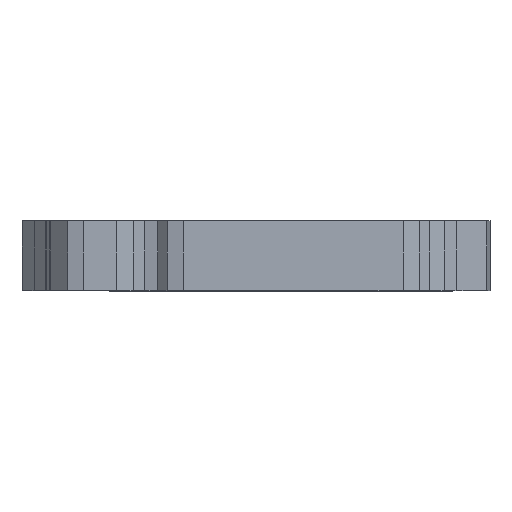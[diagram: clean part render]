
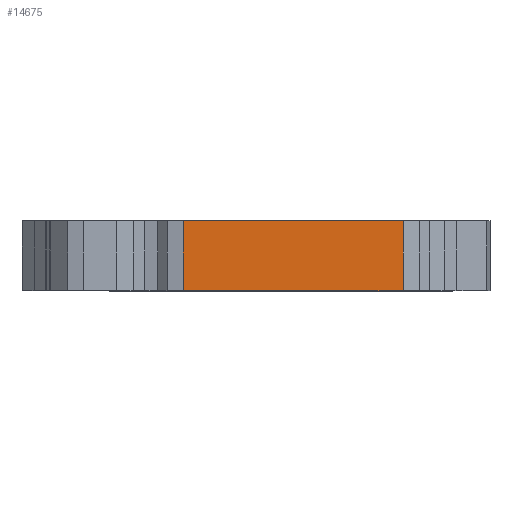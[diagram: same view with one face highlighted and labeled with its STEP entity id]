
A CAD part, top view. The second image highlights one B-rep face of the part: STEP entity #14675.
In plain terms, the highlighted planar face has unit normal (0, 0, 1).
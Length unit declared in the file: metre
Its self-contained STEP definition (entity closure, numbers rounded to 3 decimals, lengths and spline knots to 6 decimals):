
#1893=LINE('',#23018,#3926);
#1895=LINE('',#23022,#3928);
#1896=LINE('',#23024,#3929);
#1897=LINE('',#23026,#3930);
#3926=VECTOR('',#18817,1.);
#3928=VECTOR('',#18821,1.);
#3929=VECTOR('',#18822,1.);
#3930=VECTOR('',#18823,1.);
#4719=PLANE('',#15501);
#7898=ORIENTED_EDGE('',*,*,#10855,.F.);
#7899=ORIENTED_EDGE('',*,*,#10856,.F.);
#7900=ORIENTED_EDGE('',*,*,#10857,.T.);
#7901=ORIENTED_EDGE('',*,*,#10853,.T.);
#10853=EDGE_CURVE('',#12310,#12309,#1893,.T.);
#10855=EDGE_CURVE('',#12311,#12309,#1895,.T.);
#10856=EDGE_CURVE('',#12312,#12311,#1896,.T.);
#10857=EDGE_CURVE('',#12312,#12310,#1897,.T.);
#12309=VERTEX_POINT('',#23017);
#12310=VERTEX_POINT('',#23019);
#12311=VERTEX_POINT('',#23023);
#12312=VERTEX_POINT('',#23025);
#13131=EDGE_LOOP('',(#7898,#7899,#7900,#7901));
#13892=FACE_BOUND('',#13131,.T.);
#14675=ADVANCED_FACE('',(#13892),#4719,.T.);
#15501=AXIS2_PLACEMENT_3D('',#23021,#18819,#18820);
#18817=DIRECTION('',(0.,-1.,0.));
#18819=DIRECTION('',(0.,0.,1.));
#18820=DIRECTION('',(0.,-1.,0.));
#18821=DIRECTION('',(-1.,0.,0.));
#18822=DIRECTION('',(0.,-1.,0.));
#18823=DIRECTION('',(-1.,0.,0.));
#23017=CARTESIAN_POINT('',(-0.018275,0.,0.068315));
#23018=CARTESIAN_POINT('',(-0.018275,0.018,0.068315));
#23019=CARTESIAN_POINT('',(-0.018275,0.018,0.068315));
#23021=CARTESIAN_POINT('',(0.010033,0.018,0.068315));
#23022=CARTESIAN_POINT('',(0.010033,0.,0.068315));
#23023=CARTESIAN_POINT('',(0.03834,0.,0.068315));
#23024=CARTESIAN_POINT('',(0.03834,0.018,0.068315));
#23025=CARTESIAN_POINT('',(0.03834,0.018,0.068315));
#23026=CARTESIAN_POINT('',(0.010033,0.018,0.068315));
